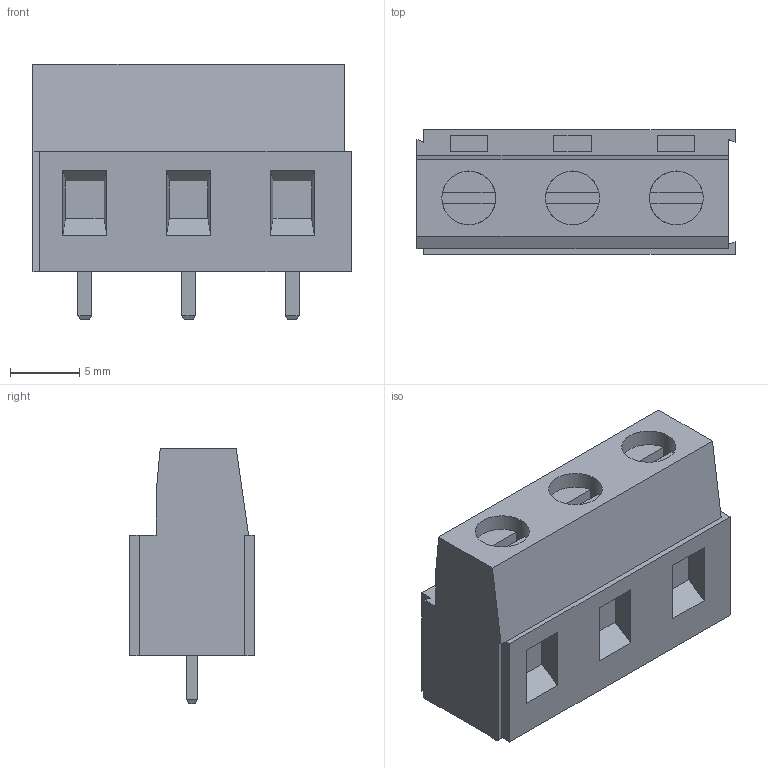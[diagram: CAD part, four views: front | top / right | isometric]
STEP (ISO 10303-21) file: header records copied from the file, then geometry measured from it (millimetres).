
FILE_DESCRIPTION((''),'2;1');
FILE_NAME('C-282844-3','2008-10-25T',('workeradm'),('Tyco Electronics Corporation'),'PRO/ENGINEER BY PARAMETRIC TECHNOLOGY CORPORATION, 2005450','PRO/ENGINEER BY PARAMETRIC TECHNOLOGY CORPORATION, 2005450','');
FILE_SCHEMA(('CONFIG_CONTROL_DESIGN', 'GEOMETRIC_VALIDATION_PROPERTIES_MIM'));
Length unit declared in the file: millimetre
Products named in the file (1): C-282844-3
Bounding box: 23 x 9 x 18.5 mm (x, y, z)
Volume: 2535.7 mm3; surface area: 1485.8 mm2
Topology: 1 solids, 1 shells, 98 faces, 239 edges, 155 vertices
Faces by surface type: plane 92, cylinder 6
Entity records: 2952 total; most frequent: CARTESIAN_POINT 493, ORIENTED_EDGE 478, DIRECTION 459, EDGE_CURVE 239, VECTOR 215, LINE 215, VERTEX_POINT 155, AXIS2_PLACEMENT_3D 122
